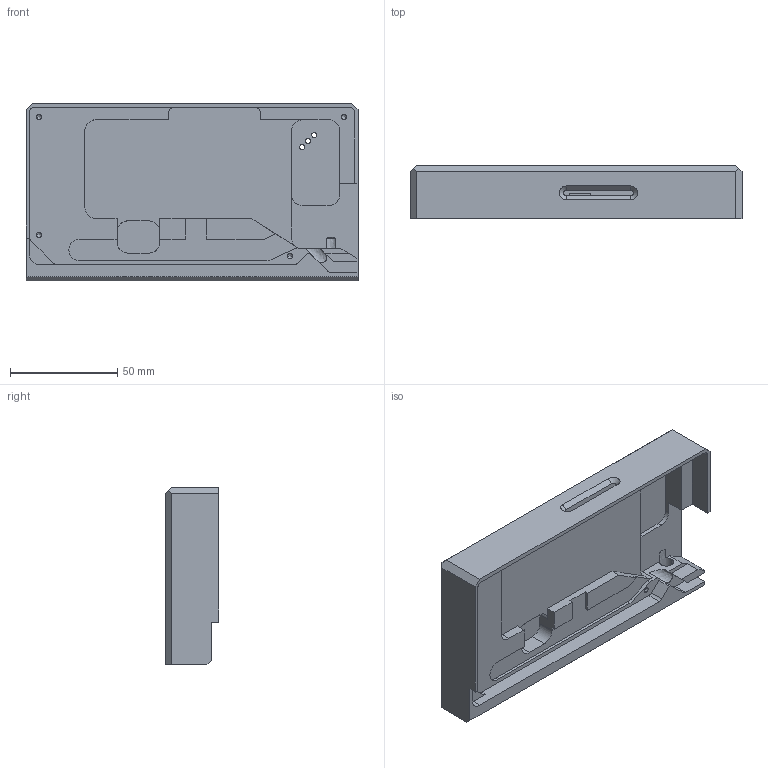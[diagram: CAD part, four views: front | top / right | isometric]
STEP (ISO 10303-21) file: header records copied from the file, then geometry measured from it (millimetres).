
FILE_DESCRIPTION(('FreeCAD Model'),'2;1');
FILE_NAME('Carcasa_LCD_CE_v4.stp','2016-01-27T22:41:03',('FreeCAD'),('FreeCAD'), 'Open CASCADE STEP processor 6.8','FreeCAD','Unknown');
FILE_SCHEMA(('AUTOMOTIVE_DESIGN_CC2 { 1 2 10303 214 -1 1 5 4 }'));
Length unit declared in the file: millimetre
Products named in the file (1): Open CASCADE STEP translator 6.8 301
Bounding box: 155 x 25 x 83 mm (x, y, z)
Volume: 157060.8 mm3; surface area: 43315 mm2
Topology: 1 solids, 1 shells, 123 faces, 383 edges, 256 vertices
Faces by surface type: plane 68, bspline 55
Entity records: 14176 total; most frequent: CARTESIAN_POINT 9352, B_SPLINE_CURVE_WITH_KNOTS 898, ORIENTED_EDGE 746, PCURVE 746, DEFINITIONAL_REPRESENTATION 746, EDGE_CURVE 373, SURFACE_CURVE 373, VERTEX_POINT 256
